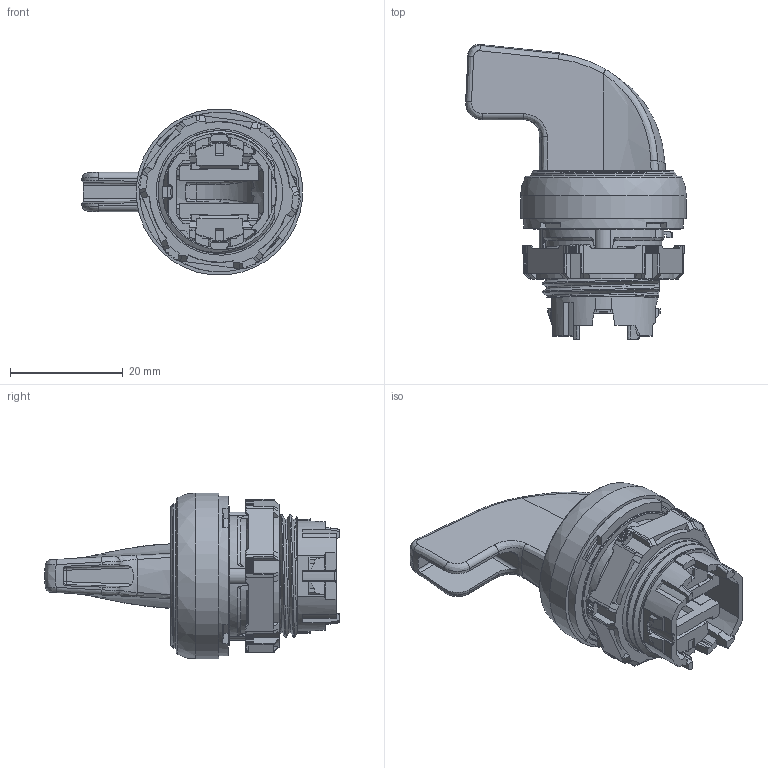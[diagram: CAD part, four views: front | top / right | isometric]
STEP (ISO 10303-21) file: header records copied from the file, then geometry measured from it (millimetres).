
FILE_DESCRIPTION(/* description */ (''),/* implementation_level */ '2;1');
FILE_NAME(/* name */ 'FILE_STP_CAD_DRAWING_3D_LPCS2_prt.stp',/* time_stamp */ '2022-04-05T16:52:03+02:00',/* author */ (''),/* organization */ (''),/* preprocessor_version */ 'ST-DEVELOPER v16.7',/* originating_system */ 'SIEMENS PLM Software NX 12.0',/* authorisation */ '');
FILE_SCHEMA (('AUTOMOTIVE_DESIGN { 1 0 10303 214 3 1 1 1 }'));
Length unit declared in the file: millimetre
Products named in the file (1): 3D_LPCS2
Bounding box: 39.11 x 52.23 x 29.39 mm (x, y, z)
Surface area: 8974.6 mm2 (no closed solid volume)
Topology: 0 solids, 16 shells, 857 faces, 2972 edges, 2089 vertices
Faces by surface type: plane 519, cylinder 162, cone 85, bspline 71, torus 18, sphere 2
Full cylindrical faces by diameter (mm): 20.7 x1, 22.4 x1, 28.3 x1
Entity records: 36956 total; most frequent: CARTESIAN_POINT 11996, ORIENTED_EDGE 5109, DIRECTION 4989, EDGE_CURVE 2951, VERTEX_POINT 2083, AXIS2_PLACEMENT_3D 1716, LINE 1557, VECTOR 1557
